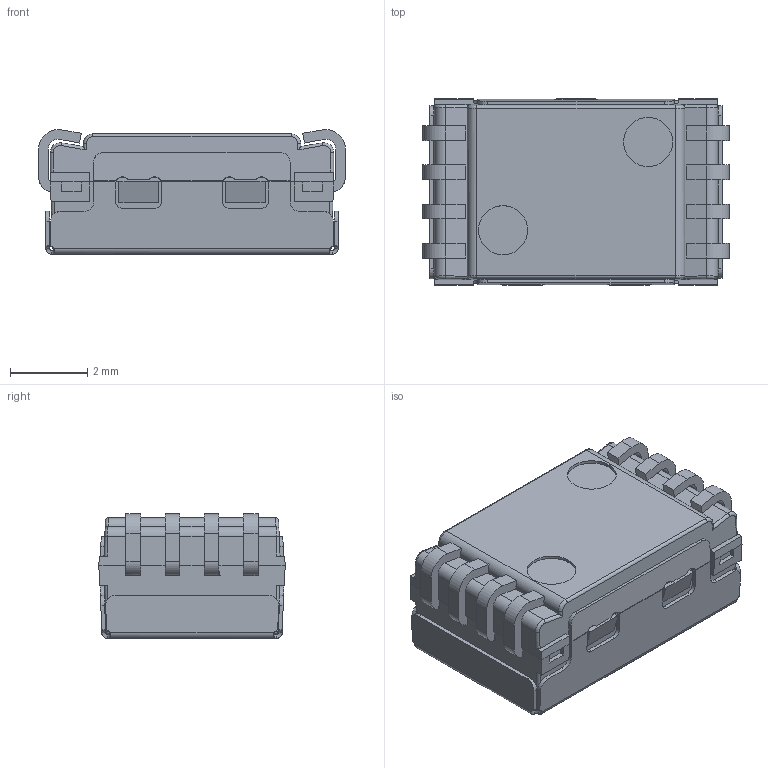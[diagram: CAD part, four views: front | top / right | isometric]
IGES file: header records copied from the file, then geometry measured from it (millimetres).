
Global section: file name: No Iges File Name specified; native system: Autodesk Inventor 2011; preprocessor: AutoDesk Inventor Iges Exporter R2011; author: odafonseca; date: 20120918.084716; units: inch
Bounding box: 7.95 x 4.83 x 3.24 mm (x, y, z)
Volume: 106 mm3; surface area: 252.2 mm2
Topology: 1 solids, 3 shells, 608 faces, 1670 edges, 1086 vertices
Faces by surface type: plane 270, bspline 202, revolution 69, cylinder 63, sphere 4
